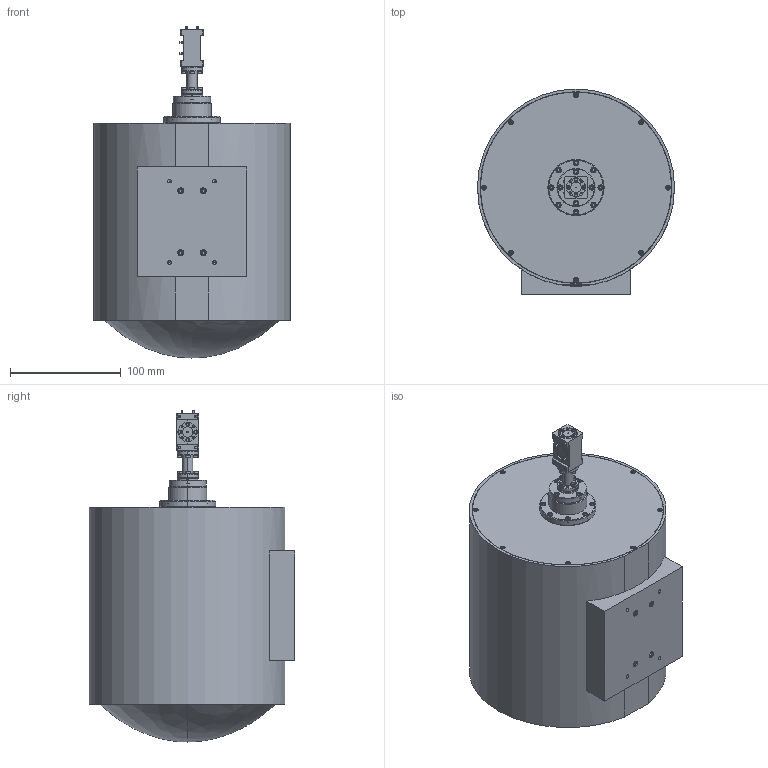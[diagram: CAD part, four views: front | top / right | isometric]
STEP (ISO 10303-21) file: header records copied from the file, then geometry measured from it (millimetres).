
FILE_DESCRIPTION (( 'STEP AP203' ), '1' );
FILE_NAME ('AG-CG45-05-A-DP.STEP', '2024-12-09T18:30:05', ( '' ), ( '' ), 'SwSTEP 2.0', 'SolidWorks 2021', '' );
FILE_SCHEMA (( 'CONFIG_CONTROL_DESIGN' ));
Length unit declared in the file: inch
Products named in the file (1): AG-CG45-05-A-DP
Bounding box: 177.8 x 185.58 x 299.53 mm (x, y, z)
Volume: 4918286 mm3; surface area: 181287.6 mm2
Topology: 1 solids, 9 shells, 2104 faces, 4998 edges, 3077 vertices
Faces by surface type: plane 744, cone 664, cylinder 646, bspline 34, torus 16
Entity records: 79531 total; most frequent: CARTESIAN_POINT 32723, ORIENTED_EDGE 9888, DIRECTION 9530, EDGE_CURVE 4944, AXIS2_PLACEMENT_3D 3704, VERTEX_POINT 3077, EDGE_LOOP 2377, VECTOR 2122
